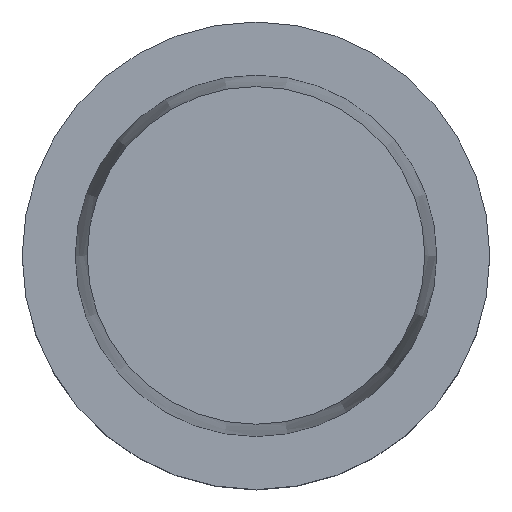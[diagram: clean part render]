
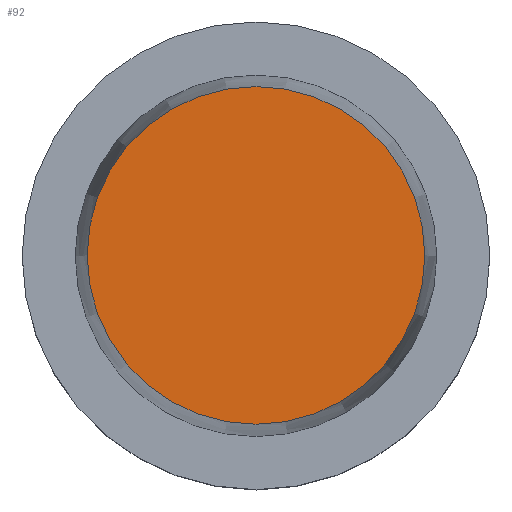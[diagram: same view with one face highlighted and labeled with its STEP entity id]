
A CAD part, top view. The second image highlights one B-rep face of the part: STEP entity #92.
In plain terms, the highlighted planar face has unit normal (0, 0, 1).
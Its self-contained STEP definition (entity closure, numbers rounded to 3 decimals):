
#45=PLANE('',#365);
#92=ADVANCED_FACE('',(#103),#45,.T.);
#103=FACE_OUTER_BOUND('',#131,.T.);
#131=EDGE_LOOP('',(#203));
#203=ORIENTED_EDGE('',*,*,#266,.F.);
#234=VERTEX_POINT('',#488);
#266=EDGE_CURVE('',#234,#234,#294,.T.);
#294=CIRCLE('',#340,22.722);
#340=AXIS2_PLACEMENT_3D('',#487,#394,#395);
#365=AXIS2_PLACEMENT_3D('',#536,#448,#449);
#394=DIRECTION('',(0.,0.,-1.));
#395=DIRECTION('',(1.,0.,0.));
#448=DIRECTION('',(0.,0.,1.));
#449=DIRECTION('',(-1.,0.,0.));
#487=CARTESIAN_POINT('',(-0.171,-0.171,32.));
#488=CARTESIAN_POINT('',(22.552,-0.171,32.));
#536=CARTESIAN_POINT('',(-22.893,-0.171,32.));
